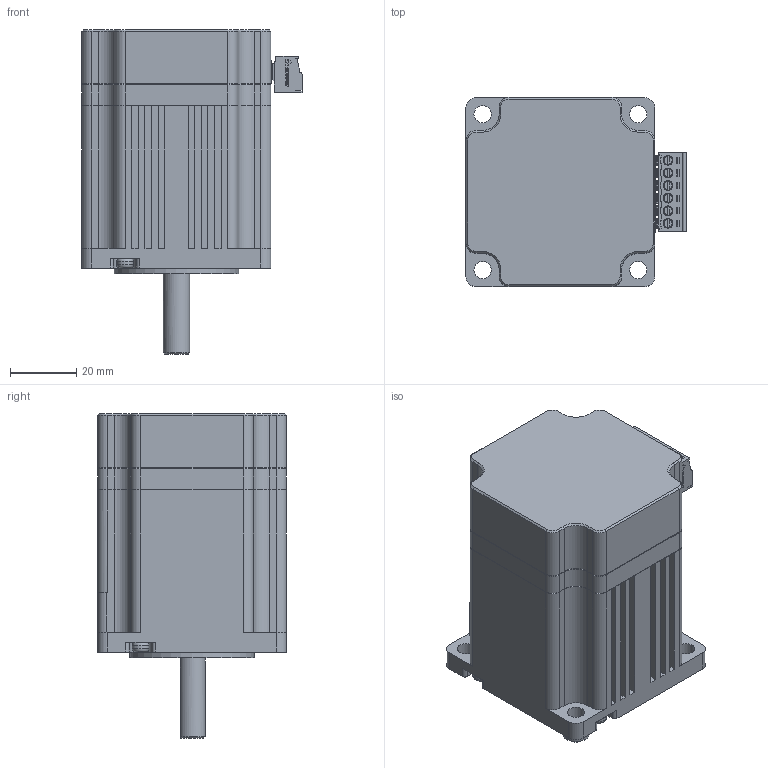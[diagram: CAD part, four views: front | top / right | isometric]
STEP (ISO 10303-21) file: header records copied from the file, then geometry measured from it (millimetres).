
FILE_DESCRIPTION(/* description */ ('','CAx-IF Rec.Pracs.---Representation and Presentation of Product Manufacturing Information (PMI)---4.0---2014-10-13'),/* implementation_level */ '2;1');
FILE_NAME(/* name */ 'Assets - Motor_57AIM30_step.stp',/* time_stamp */ '2025-01-20T19:51:11-05:00',/* author */ (''),/* organization */ (''),/* preprocessor_version */ 'ST-DEVELOPER v20',/* originating_system */ 'Autodesk Translation Framework v13.20.0.188',/* authorisation */ '');
FILE_SCHEMA (('AP242_MANAGED_MODEL_BASED_3D_ENGINEERING_MIM_LF { 1 0 10303 442 1 1 4 }'));
Length unit declared in the file: millimetre
Products named in the file (1): 57AIM30
Bounding box: 66.4 x 57 x 98 mm (x, y, z)
Volume: 208027.3 mm3; surface area: 41855.9 mm2
Topology: 10 solids, 10 shells, 1489 faces, 3955 edges, 2575 vertices
Faces by surface type: plane 1197, cylinder 193, cone 66, torus 27, sphere 6
Full cylindrical faces by diameter (mm): 1.25 x6, 1.6 x3, 2 x6, 2.87 x6, 2.95 x12, 3 x2, 5 x4, 5.2 x4, 8 x1, 10 x1, 13 x1, 19 x1, 37.6 x1
Entity records: 46066 total; most frequent: CARTESIAN_POINT 8478, ORIENTED_EDGE 7898, DIRECTION 7433, EDGE_CURVE 3949, LINE 3289, VECTOR 3289, VERTEX_POINT 2575, AXIS2_PLACEMENT_3D 2072
